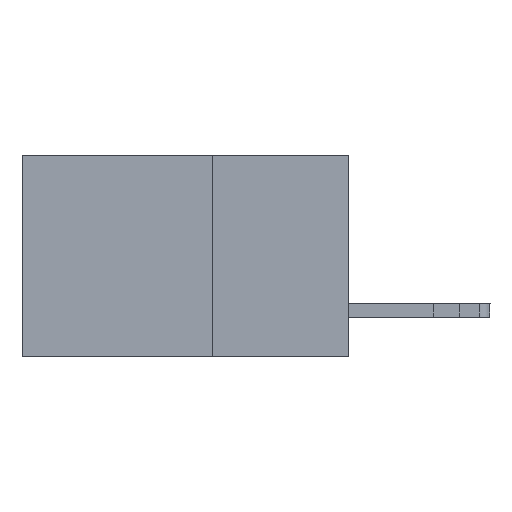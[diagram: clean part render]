
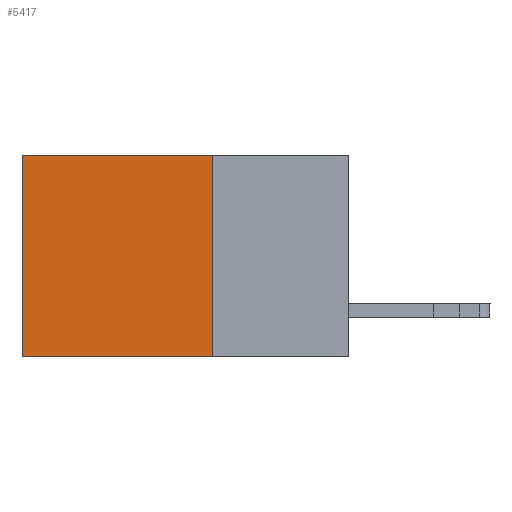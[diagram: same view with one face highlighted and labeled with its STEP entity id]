
A CAD part, left-side view. The second image highlights one B-rep face of the part: STEP entity #5417.
In plain terms, the highlighted planar face has unit normal (-1, 0, 0).
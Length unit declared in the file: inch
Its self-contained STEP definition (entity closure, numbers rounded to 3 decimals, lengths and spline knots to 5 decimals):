
#272 = EDGE_LOOP ( 'NONE', ( #1812, #9247, #18405, #13083 ) ) ;
#365 = CARTESIAN_POINT ( 'NONE',  ( 0.298, 0.25, -0.37 ) ) ;
#401 = CARTESIAN_POINT ( 'NONE',  ( 0.298, 0.6, 0. ) ) ;
#1018 = LINE ( 'NONE', #5971, #17835 ) ;
#1693 = VERTEX_POINT ( 'NONE', #365 ) ;
#1812 = ORIENTED_EDGE ( 'NONE', *, *, #19730, .T. ) ;
#2274 = DIRECTION ( 'NONE',  ( 1., 0., 0. ) ) ;
#4734 = CARTESIAN_POINT ( 'NONE',  ( 0.298, 0.6, -0.37 ) ) ;
#4974 = EDGE_CURVE ( 'NONE', #1693, #16961, #6148, .T. ) ;
#5417 = ADVANCED_FACE ( 'NONE', ( #11531 ), #16029, .F. ) ;
#5971 = CARTESIAN_POINT ( 'NONE',  ( 0.298, 0.25, 0. ) ) ;
#6148 = LINE ( 'NONE', #20776, #14829 ) ;
#8747 = VERTEX_POINT ( 'NONE', #22449 ) ;
#9247 = ORIENTED_EDGE ( 'NONE', *, *, #4974, .F. ) ;
#9554 = LINE ( 'NONE', #20567, #18243 ) ;
#9844 = VERTEX_POINT ( 'NONE', #401 ) ;
#11531 = FACE_OUTER_BOUND ( 'NONE', #272, .T. ) ;
#12198 = DIRECTION ( 'NONE',  ( 0., 1., 0. ) ) ;
#12612 = CARTESIAN_POINT ( 'NONE',  ( 0.298, 0.25, 0. ) ) ;
#13083 = ORIENTED_EDGE ( 'NONE', *, *, #13753, .T. ) ;
#13664 = EDGE_CURVE ( 'NONE', #8747, #1693, #14300, .T. ) ;
#13753 = EDGE_CURVE ( 'NONE', #8747, #9844, #1018, .T. ) ;
#14300 = LINE ( 'NONE', #21442, #19203 ) ;
#14829 = VECTOR ( 'NONE', #12198, 39.37008 ) ;
#16029 = PLANE ( 'NONE',  #20264 ) ;
#16961 = VERTEX_POINT ( 'NONE', #4734 ) ;
#17733 = DIRECTION ( 'NONE',  ( 0., 0., -1. ) ) ;
#17835 = VECTOR ( 'NONE', #21816, 39.37008 ) ;
#18243 = VECTOR ( 'NONE', #22122, 39.37008 ) ;
#18405 = ORIENTED_EDGE ( 'NONE', *, *, #13664, .F. ) ;
#19203 = VECTOR ( 'NONE', #17733, 39.37008 ) ;
#19644 = DIRECTION ( 'NONE',  ( 0., 0., -1. ) ) ;
#19730 = EDGE_CURVE ( 'NONE', #9844, #16961, #9554, .T. ) ;
#20264 = AXIS2_PLACEMENT_3D ( 'NONE', #12612, #2274, #19644 ) ;
#20567 = CARTESIAN_POINT ( 'NONE',  ( 0.298, 0.6, 0. ) ) ;
#20776 = CARTESIAN_POINT ( 'NONE',  ( 0.298, 0.25, -0.37 ) ) ;
#21442 = CARTESIAN_POINT ( 'NONE',  ( 0.298, 0.25, 0. ) ) ;
#21816 = DIRECTION ( 'NONE',  ( 0., 1., 0. ) ) ;
#22122 = DIRECTION ( 'NONE',  ( 0., 0., -1. ) ) ;
#22449 = CARTESIAN_POINT ( 'NONE',  ( 0.298, 0.25, 0. ) ) ;
